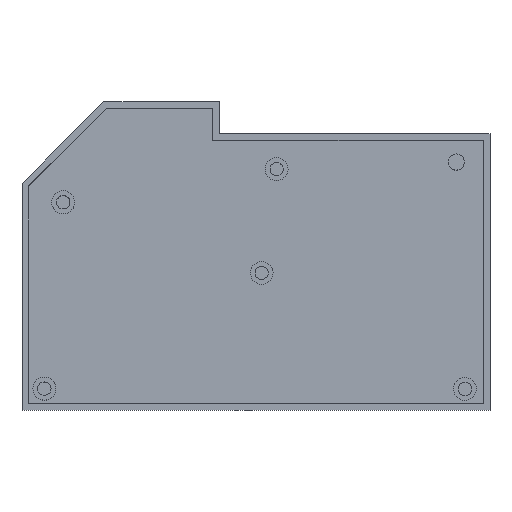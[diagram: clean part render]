
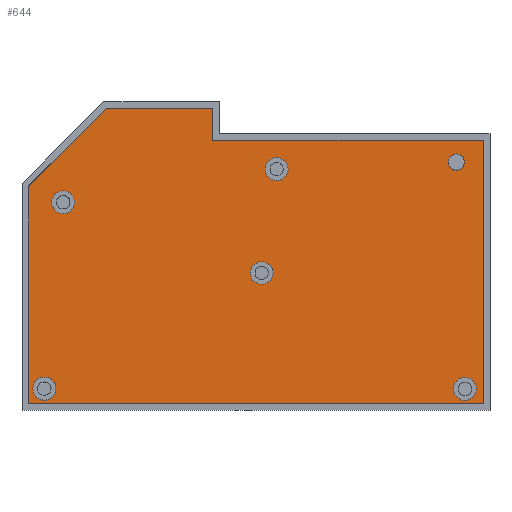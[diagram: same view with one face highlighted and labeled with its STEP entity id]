
A CAD part, top view. The second image highlights one B-rep face of the part: STEP entity #644.
In plain terms, the highlighted planar face has unit normal (0, 0, 1).
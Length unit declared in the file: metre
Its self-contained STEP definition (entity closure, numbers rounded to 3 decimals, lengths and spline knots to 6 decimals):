
#24=CIRCLE('',#789,0.002574);
#25=CIRCLE('',#790,0.002565);
#26=CIRCLE('',#791,0.00259);
#27=CIRCLE('',#792,0.002588);
#28=CIRCLE('',#793,0.002598);
#29=CIRCLE('',#794,0.001826);
#133=ORIENTED_EDGE('',*,*,#254,.T.);
#134=ORIENTED_EDGE('',*,*,#255,.T.);
#135=ORIENTED_EDGE('',*,*,#256,.T.);
#136=ORIENTED_EDGE('',*,*,#257,.T.);
#137=ORIENTED_EDGE('',*,*,#258,.T.);
#138=ORIENTED_EDGE('',*,*,#259,.T.);
#139=ORIENTED_EDGE('',*,*,#236,.F.);
#140=ORIENTED_EDGE('',*,*,#239,.F.);
#141=ORIENTED_EDGE('',*,*,#241,.F.);
#142=ORIENTED_EDGE('',*,*,#243,.F.);
#143=ORIENTED_EDGE('',*,*,#249,.F.);
#144=ORIENTED_EDGE('',*,*,#251,.F.);
#145=ORIENTED_EDGE('',*,*,#253,.F.);
#236=EDGE_CURVE('',#307,#308,#374,.T.);
#239=EDGE_CURVE('',#309,#307,#377,.T.);
#241=EDGE_CURVE('',#310,#309,#379,.T.);
#243=EDGE_CURVE('',#311,#310,#381,.T.);
#249=EDGE_CURVE('',#316,#311,#387,.T.);
#251=EDGE_CURVE('',#317,#316,#389,.T.);
#253=EDGE_CURVE('',#308,#317,#391,.T.);
#254=EDGE_CURVE('',#318,#318,#24,.T.);
#255=EDGE_CURVE('',#319,#319,#25,.T.);
#256=EDGE_CURVE('',#320,#320,#26,.T.);
#257=EDGE_CURVE('',#321,#321,#27,.T.);
#258=EDGE_CURVE('',#322,#322,#28,.T.);
#259=EDGE_CURVE('',#323,#323,#29,.F.);
#307=VERTEX_POINT('',#3620);
#308=VERTEX_POINT('',#3621);
#309=VERTEX_POINT('',#3626);
#310=VERTEX_POINT('',#3630);
#311=VERTEX_POINT('',#3634);
#316=VERTEX_POINT('',#3646);
#317=VERTEX_POINT('',#3650);
#318=VERTEX_POINT('',#3656);
#319=VERTEX_POINT('',#3658);
#320=VERTEX_POINT('',#3660);
#321=VERTEX_POINT('',#3662);
#322=VERTEX_POINT('',#3664);
#323=VERTEX_POINT('',#3666);
#374=LINE('',#3619,#428);
#377=LINE('',#3625,#431);
#379=LINE('',#3629,#433);
#381=LINE('',#3633,#435);
#387=LINE('',#3645,#441);
#389=LINE('',#3649,#443);
#391=LINE('',#3653,#445);
#428=VECTOR('',#903,1.);
#431=VECTOR('',#908,1.);
#433=VECTOR('',#912,1.);
#435=VECTOR('',#916,1.);
#441=VECTOR('',#924,1.);
#443=VECTOR('',#928,1.);
#445=VECTOR('',#932,1.);
#469=EDGE_LOOP('',(#133));
#470=EDGE_LOOP('',(#134));
#471=EDGE_LOOP('',(#135));
#472=EDGE_LOOP('',(#136));
#473=EDGE_LOOP('',(#137));
#474=EDGE_LOOP('',(#138));
#475=EDGE_LOOP('',(#139,#140,#141,#142,#143,#144,#145));
#541=FACE_BOUND('',#469,.T.);
#542=FACE_BOUND('',#470,.T.);
#543=FACE_BOUND('',#471,.T.);
#544=FACE_BOUND('',#472,.T.);
#545=FACE_BOUND('',#473,.T.);
#546=FACE_BOUND('',#474,.T.);
#547=FACE_BOUND('',#475,.T.);
#610=PLANE('',#788);
#644=ADVANCED_FACE('',(#541,#542,#543,#544,#545,#546,#547),#610,.T.);
#788=AXIS2_PLACEMENT_3D('',#3654,#933,#934);
#789=AXIS2_PLACEMENT_3D('',#3655,#935,#936);
#790=AXIS2_PLACEMENT_3D('',#3657,#937,#938);
#791=AXIS2_PLACEMENT_3D('',#3659,#939,#940);
#792=AXIS2_PLACEMENT_3D('',#3661,#941,#942);
#793=AXIS2_PLACEMENT_3D('',#3663,#943,#944);
#794=AXIS2_PLACEMENT_3D('',#3665,#945,#946);
#903=DIRECTION('',(1.,0.,0.));
#908=DIRECTION('',(0.709,0.705,0.));
#912=DIRECTION('',(0.,1.,0.));
#916=DIRECTION('',(-1.,0.,0.));
#924=DIRECTION('',(0.,-1.,0.));
#928=DIRECTION('',(1.,0.,0.));
#932=DIRECTION('',(0.,-1.,0.));
#933=DIRECTION('',(0.,0.,1.));
#934=DIRECTION('',(1.,0.,0.));
#935=DIRECTION('',(0.,0.,-1.));
#936=DIRECTION('',(-1.,0.,0.));
#937=DIRECTION('',(0.,0.,-1.));
#938=DIRECTION('',(-1.,0.,0.));
#939=DIRECTION('',(0.,0.,-1.));
#940=DIRECTION('',(-1.,0.,0.));
#941=DIRECTION('',(0.,0.,-1.));
#942=DIRECTION('',(-1.,0.,0.));
#943=DIRECTION('',(0.,0.,-1.));
#944=DIRECTION('',(-1.,0.,0.));
#945=DIRECTION('',(0.,0.,1.));
#946=DIRECTION('',(1.,0.,0.));
#3619=CARTESIAN_POINT('',(-0.021972,0.033362,0.0015));
#3620=CARTESIAN_POINT('',(-0.03342,0.033362,0.0015));
#3621=CARTESIAN_POINT('',(-0.009425,0.033362,0.0015));
#3625=CARTESIAN_POINT('',(-0.042255,0.024575,0.0015));
#3626=CARTESIAN_POINT('',(-0.051087,0.015791,0.0015));
#3629=CARTESIAN_POINT('',(-0.051087,-0.009285,0.0015));
#3630=CARTESIAN_POINT('',(-0.051087,-0.033484,0.0015));
#3633=CARTESIAN_POINT('',(0.001108,-0.033484,0.0015));
#3634=CARTESIAN_POINT('',(0.051849,-0.033484,0.0015));
#3645=CARTESIAN_POINT('',(0.051849,-0.003694,0.0015));
#3646=CARTESIAN_POINT('',(0.051849,0.026095,0.0015));
#3649=CARTESIAN_POINT('',(0.034482,0.026095,0.0015));
#3650=CARTESIAN_POINT('',(-0.009425,0.026095,0.0015));
#3653=CARTESIAN_POINT('',(-0.009425,0.031229,0.0015));
#3654=CARTESIAN_POINT('',(0.000381,-0.000061,0.0015));
#3655=CARTESIAN_POINT('',(0.00506,0.01959,0.0015));
#3656=CARTESIAN_POINT('',(0.002485,0.01959,0.0015));
#3657=CARTESIAN_POINT('',(0.001666,-0.003881,0.0015));
#3658=CARTESIAN_POINT('',(-0.000899,-0.003881,0.0015));
#3659=CARTESIAN_POINT('',(-0.043261,0.0121,0.0015));
#3660=CARTESIAN_POINT('',(-0.045851,0.0121,0.0015));
#3661=CARTESIAN_POINT('',(-0.047541,-0.030097,0.0015));
#3662=CARTESIAN_POINT('',(-0.050129,-0.030097,0.0015));
#3663=CARTESIAN_POINT('',(0.047666,-0.030141,0.0015));
#3664=CARTESIAN_POINT('',(0.045068,-0.030141,0.0015));
#3665=CARTESIAN_POINT('',(0.045709,0.02121,0.0015));
#3666=CARTESIAN_POINT('',(0.047535,0.02121,0.0015));
